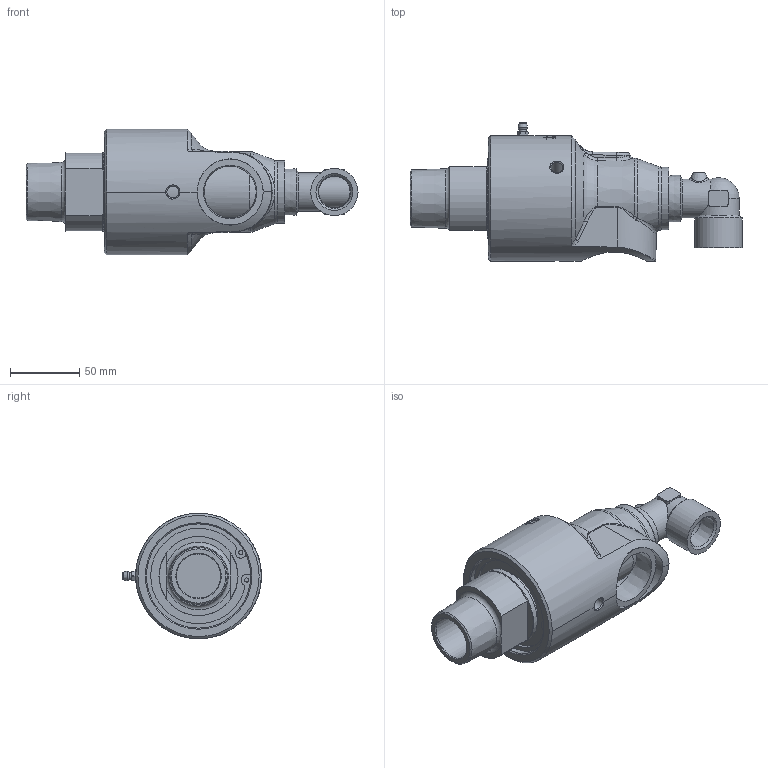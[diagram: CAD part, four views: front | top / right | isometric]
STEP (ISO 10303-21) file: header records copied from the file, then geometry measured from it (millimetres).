
FILE_DESCRIPTION(/* description */ (''),/* implementation_level */ '2;1');
FILE_NAME(/* name */ '525-000-002104-IC.stp',/* time_stamp */ '2020-05-13T11:35:46-05:00',/* author */ ('GALINDOLM'),/* organization */ (''),/* preprocessor_version */ 'ST-DEVELOPER v18',/* originating_system */ 'Autodesk Inventor 2020',/* authorisation */ '');
FILE_SCHEMA (('AUTOMOTIVE_DESIGN { 1 0 10303 214 3 1 1 }'));
Length unit declared in the file: millimetre
Products named in the file (1): 525-000-002104-IC
Bounding box: 239.13 x 99.91 x 90.5 mm (x, y, z)
Volume: 658594.3 mm3; surface area: 78909.2 mm2
Topology: 1 solids, 4 shells, 536 faces, 1432 edges, 946 vertices
Faces by surface type: bspline 253, plane 133, cylinder 94, cone 44, torus 11, sphere 1
Full cylindrical faces by diameter (mm): 2.005 x1, 3 x2, 3.5 x1, 5.359 x1, 8.6 x3, 22.631 x1, 28 x1, 31.8 x1, 34 x1, 47.6 x1, 50.05 x1, 57 x1, 75.08 x1
Entity records: 31706 total; most frequent: CARTESIAN_POINT 19424, ORIENTED_EDGE 2856, DIRECTION 1920, EDGE_CURVE 1428, VERTEX_POINT 946, AXIS2_PLACEMENT_3D 733, EDGE_LOOP 586, FACE_OUTER_BOUND 536
